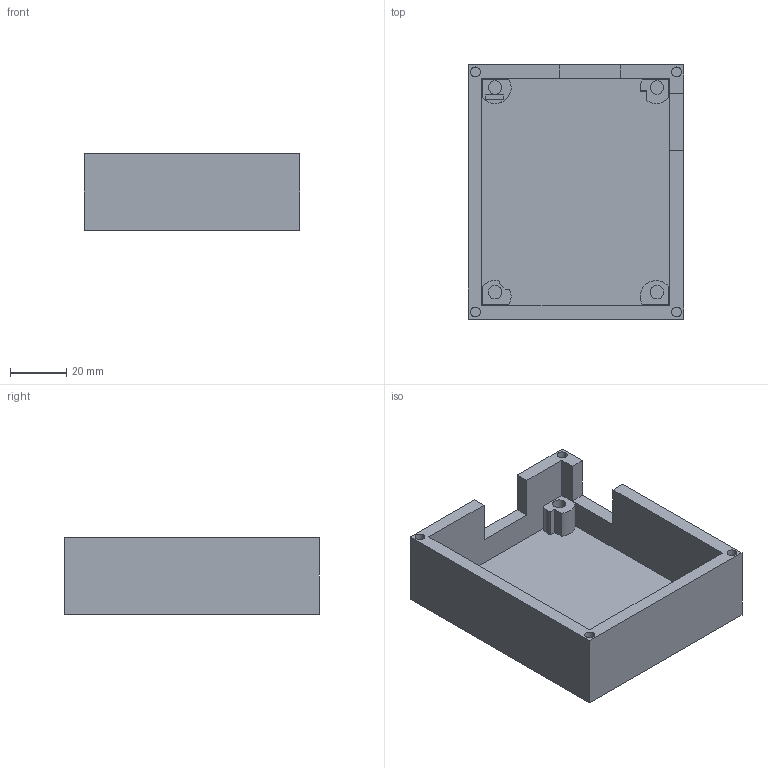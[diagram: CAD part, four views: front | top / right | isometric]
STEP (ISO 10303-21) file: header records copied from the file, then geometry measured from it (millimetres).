
FILE_DESCRIPTION (( 'STEP AP214' ), '1' );
FILE_NAME ('Valve Driver Case.STEP', '2025-09-19T19:22:43', ( '' ), ( '' ), 'SwSTEP 2.0', 'SolidWorks 2025', '' );
FILE_SCHEMA (( 'AUTOMOTIVE_DESIGN' ));
Length unit declared in the file: millimetre
Products named in the file (1): Valve Driver Case
Bounding box: 76.25 x 90 x 27 mm (x, y, z)
Volume: 49972.8 mm3; surface area: 32137.1 mm2
Topology: 1 solids, 1 shells, 293 faces, 756 edges, 504 vertices
Faces by surface type: plane 204, bspline 65, cylinder 24
Entity records: 11955 total; most frequent: CARTESIAN_POINT 5163, ORIENTED_EDGE 1512, DIRECTION 1132, EDGE_CURVE 756, LINE 578, VECTOR 578, VERTEX_POINT 504, EDGE_LOOP 332
